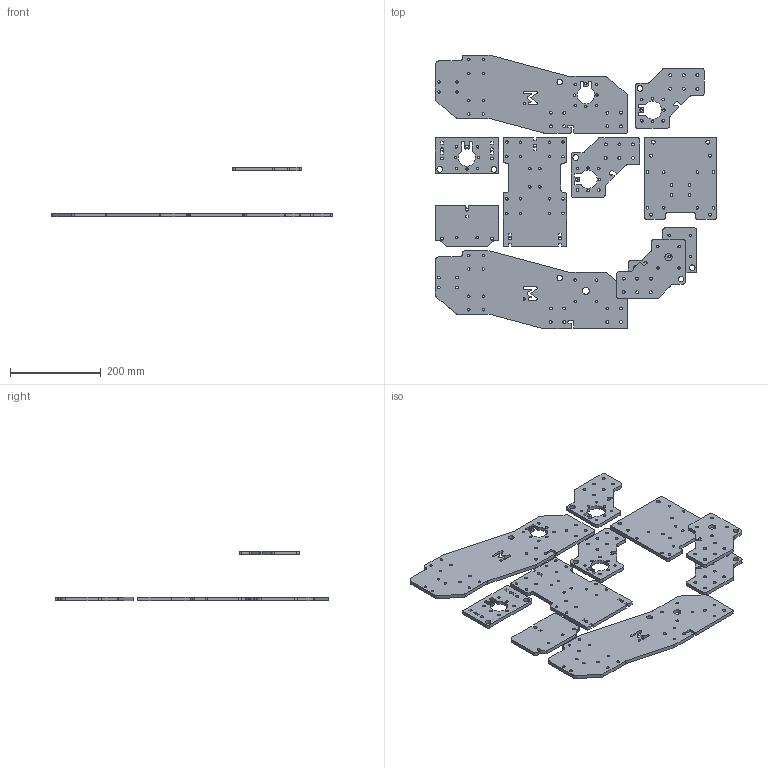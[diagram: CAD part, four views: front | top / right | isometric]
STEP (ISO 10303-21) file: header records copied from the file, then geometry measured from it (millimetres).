
FILE_DESCRIPTION(/* description */ (''),/* implementation_level */ '2;1');
FILE_NAME(/* name */ 'CNC Router_Specific Parts.step',/* time_stamp */ '2020-12-01T22:03:32+01:00',/* author */ (''),/* organization */ (''),/* preprocessor_version */ 'ST-DEVELOPER v18.1',/* originating_system */ 'Autodesk Translation Framework v9.3.0.1241',/* authorisation */ '');
FILE_SCHEMA (('AUTOMOTIVE_DESIGN { 1 0 10303 214 3 1 1 }'));
Length unit declared in the file: millimetre
Products named in the file (9): (Non enregistré); CNC_X_Motor & Bearing_V5_Bearing; CNC_X_Nut_V5_240; CNC_Y_Foot_V5_Motor; CNC_Z plate_V5_Z_plate; CNC_X_Motor & Bearing_V5_Motor; CNC_Y_Gantry_V5_Motor; CNC_Y_Gantry_V5_Bearing; CNC_Y_Foot_V5_Bearing
Assembly tree (9 placements, depth 2):
  (Non enregistré)
    CNC_X_Motor & Bearing_V5_Bearing
    CNC_X_Nut_V5_240
    CNC_Y_Foot_V5_Motor
    CNC_Z plate_V5_Z_plate
    CNC_X_Motor & Bearing_V5_Motor
    CNC_Y_Foot_V5_Bearing  x2
    CNC_Y_Gantry_V5_Motor
    CNC_Y_Gantry_V5_Bearing
Bounding box: 621.5 x 604.31 x 109.76 mm (x, y, z)
Volume: 1879404.3 mm3; surface area: 560909.8 mm2
Topology: 10 solids, 10 shells, 581 faces, 1683 edges, 1122 vertices
Faces by surface type: cylinder 323, plane 230, bspline 28
Full cylindrical faces by diameter (mm): 5.3 x4, 5.5 x98, 6.4 x54, 8.4 x2, 12.5 x8, 16 x3
Entity records: 20753 total; most frequent: CARTESIAN_POINT 3960, DIRECTION 3415, ORIENTED_EDGE 3366, EDGE_CURVE 1683, AXIS2_PLACEMENT_3D 1217, VERTEX_POINT 1122, LINE 981, VECTOR 981
